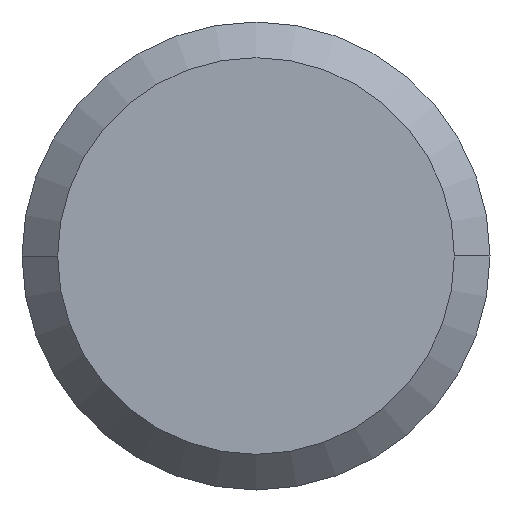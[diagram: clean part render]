
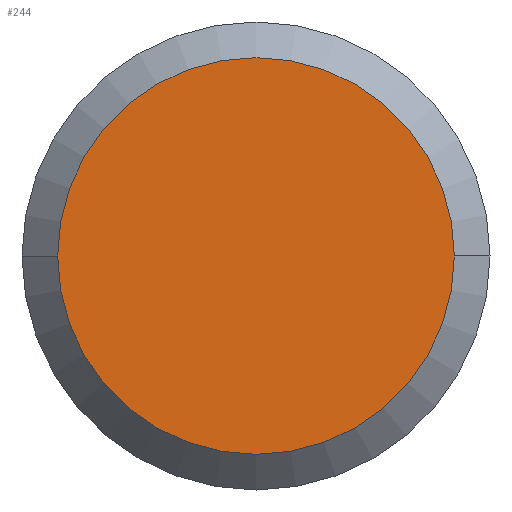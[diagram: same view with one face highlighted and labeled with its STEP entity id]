
A CAD part, left-side view. The second image highlights one B-rep face of the part: STEP entity #244.
In plain terms, the highlighted planar face has unit normal (-1, 0, 0).
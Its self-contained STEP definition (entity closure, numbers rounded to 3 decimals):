
#4 = EDGE_LOOP ( 'NONE', ( #187, #154 ) ) ;
#6 = DIRECTION ( 'NONE',  ( 0., 1., 0. ) ) ;
#35 = AXIS2_PLACEMENT_3D ( 'NONE', #239, #271, #140 ) ;
#83 = FACE_OUTER_BOUND ( 'NONE', #4, .T. ) ;
#101 = CARTESIAN_POINT ( 'NONE',  ( 0., 4.238, 0. ) ) ;
#117 = CIRCLE ( 'NONE', #355, 4.238 ) ;
#133 = CARTESIAN_POINT ( 'NONE',  ( 0., 0., 0. ) ) ;
#137 = CARTESIAN_POINT ( 'NONE',  ( 0., -4.238, 0. ) ) ;
#140 = DIRECTION ( 'NONE',  ( 0., -1., 0. ) ) ;
#142 = EDGE_CURVE ( 'NONE', #166, #176, #153, .T. ) ;
#153 = CIRCLE ( 'NONE', #362, 4.238 ) ;
#154 = ORIENTED_EDGE ( 'NONE', *, *, #260, .F. ) ;
#166 = VERTEX_POINT ( 'NONE', #101 ) ;
#176 = VERTEX_POINT ( 'NONE', #137 ) ;
#187 = ORIENTED_EDGE ( 'NONE', *, *, #142, .F. ) ;
#190 = DIRECTION ( 'NONE',  ( 0., 1., 0. ) ) ;
#204 = DIRECTION ( 'NONE',  ( 1., 0., 0. ) ) ;
#239 = CARTESIAN_POINT ( 'NONE',  ( 0., 0., 0. ) ) ;
#244 = ADVANCED_FACE ( 'NONE', ( #83 ), #266, .T. ) ;
#247 = DIRECTION ( 'NONE',  ( 1., 0., 0. ) ) ;
#260 = EDGE_CURVE ( 'NONE', #176, #166, #117, .T. ) ;
#266 = PLANE ( 'NONE',  #35 ) ;
#271 = DIRECTION ( 'NONE',  ( -1., 0., 0. ) ) ;
#281 = CARTESIAN_POINT ( 'NONE',  ( 0., 0., 0. ) ) ;
#355 = AXIS2_PLACEMENT_3D ( 'NONE', #281, #247, #190 ) ;
#362 = AXIS2_PLACEMENT_3D ( 'NONE', #133, #204, #6 ) ;
